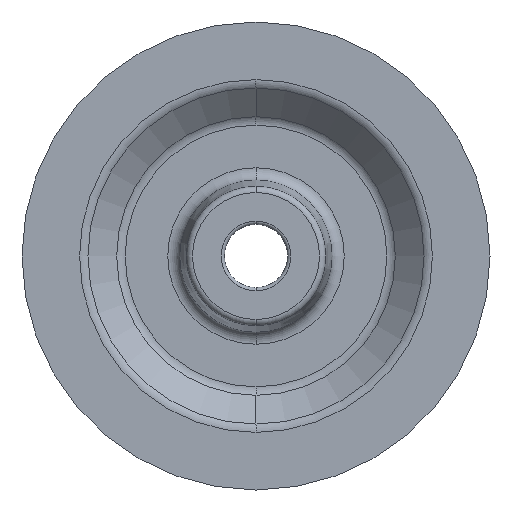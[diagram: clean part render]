
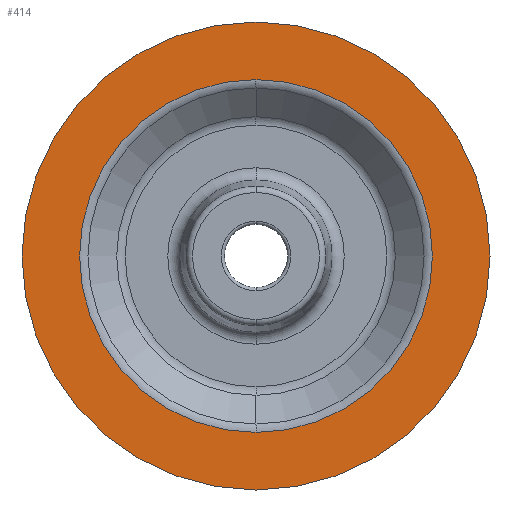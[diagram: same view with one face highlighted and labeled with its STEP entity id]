
A CAD part, left-side view. The second image highlights one B-rep face of the part: STEP entity #414.
In plain terms, the highlighted planar face has unit normal (-1, 0, 0).
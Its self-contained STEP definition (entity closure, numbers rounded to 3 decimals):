
#51 = CARTESIAN_POINT ( 'NONE',  ( -16.5, 0., 0. ) ) ;
#120 = ORIENTED_EDGE ( 'NONE', *, *, #952, .T. ) ;
#131 = CIRCLE ( 'NONE', #311, 56.551 ) ;
#144 = VERTEX_POINT ( 'NONE', #899 ) ;
#149 = VERTEX_POINT ( 'NONE', #772 ) ;
#305 = CARTESIAN_POINT ( 'NONE',  ( -16.5, 0., 0. ) ) ;
#311 = AXIS2_PLACEMENT_3D ( 'NONE', #51, #836, #448 ) ;
#338 = CARTESIAN_POINT ( 'NONE',  ( -16.5, 75., 0. ) ) ;
#343 = FACE_OUTER_BOUND ( 'NONE', #774, .T. ) ;
#407 = CIRCLE ( 'NONE', #1219, 56.551 ) ;
#414 = ADVANCED_FACE ( 'NONE', ( #1147, #343 ), #1246, .F. ) ;
#441 = DIRECTION ( 'NONE',  ( 1., 0., 0. ) ) ;
#448 = DIRECTION ( 'NONE',  ( 0., 0., -1. ) ) ;
#463 = ORIENTED_EDGE ( 'NONE', *, *, #914, .T. ) ;
#468 = CIRCLE ( 'NONE', #648, 75. ) ;
#642 = DIRECTION ( 'NONE',  ( 0., 0., -1. ) ) ;
#643 = DIRECTION ( 'NONE',  ( 0., 0., 1. ) ) ;
#648 = AXIS2_PLACEMENT_3D ( 'NONE', #927, #1244, #643 ) ;
#662 = ORIENTED_EDGE ( 'NONE', *, *, #759, .T. ) ;
#745 = EDGE_LOOP ( 'NONE', ( #662, #463 ) ) ;
#759 = EDGE_CURVE ( 'NONE', #149, #1099, #407, .T. ) ;
#764 = ORIENTED_EDGE ( 'NONE', *, *, #873, .T. ) ;
#765 = VERTEX_POINT ( 'NONE', #1094 ) ;
#772 = CARTESIAN_POINT ( 'NONE',  ( -16.5, 0., -56.551 ) ) ;
#774 = EDGE_LOOP ( 'NONE', ( #120, #764 ) ) ;
#798 = AXIS2_PLACEMENT_3D ( 'NONE', #1125, #813, #818 ) ;
#800 = DIRECTION ( 'NONE',  ( 1., 0., 0. ) ) ;
#813 = DIRECTION ( 'NONE',  ( -1., 0., 0. ) ) ;
#818 = DIRECTION ( 'NONE',  ( 0., 0., 1. ) ) ;
#836 = DIRECTION ( 'NONE',  ( 1., 0., 0. ) ) ;
#873 = EDGE_CURVE ( 'NONE', #144, #765, #1145, .T. ) ;
#899 = CARTESIAN_POINT ( 'NONE',  ( -16.5, 0., -75. ) ) ;
#914 = EDGE_CURVE ( 'NONE', #1099, #149, #131, .T. ) ;
#927 = CARTESIAN_POINT ( 'NONE',  ( -16.5, 0., 0. ) ) ;
#952 = EDGE_CURVE ( 'NONE', #765, #144, #468, .T. ) ;
#1094 = CARTESIAN_POINT ( 'NONE',  ( -16.5, 0., 75. ) ) ;
#1099 = VERTEX_POINT ( 'NONE', #1166 ) ;
#1125 = CARTESIAN_POINT ( 'NONE',  ( -16.5, 0., 0. ) ) ;
#1145 = CIRCLE ( 'NONE', #798, 75. ) ;
#1147 = FACE_BOUND ( 'NONE', #745, .T. ) ;
#1166 = CARTESIAN_POINT ( 'NONE',  ( -16.5, 0., 56.551 ) ) ;
#1202 = DIRECTION ( 'NONE',  ( 0., 0., -1. ) ) ;
#1219 = AXIS2_PLACEMENT_3D ( 'NONE', #305, #800, #1202 ) ;
#1244 = DIRECTION ( 'NONE',  ( -1., 0., 0. ) ) ;
#1246 = PLANE ( 'NONE',  #1291 ) ;
#1291 = AXIS2_PLACEMENT_3D ( 'NONE', #338, #441, #642 ) ;
